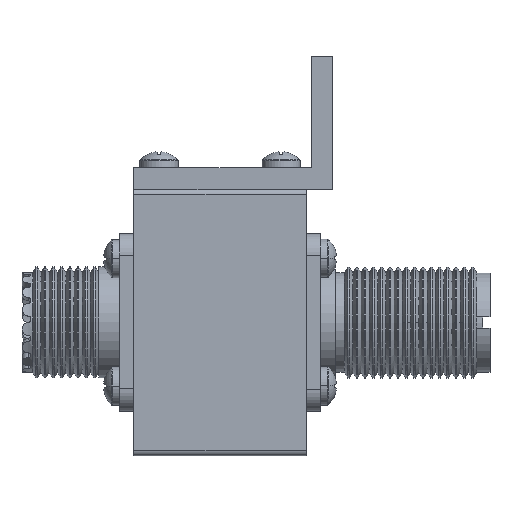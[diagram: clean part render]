
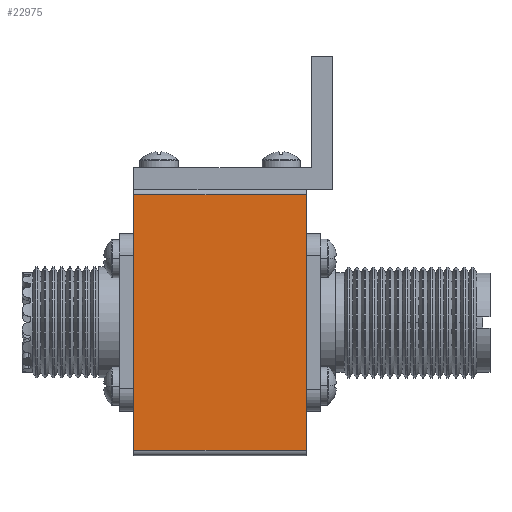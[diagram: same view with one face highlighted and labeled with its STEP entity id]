
A CAD part, top view. The second image highlights one B-rep face of the part: STEP entity #22975.
In plain terms, the highlighted face is planar.
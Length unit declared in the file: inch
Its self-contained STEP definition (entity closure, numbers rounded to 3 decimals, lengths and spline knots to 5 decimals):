
#792 = FACE_OUTER_BOUND ( 'NONE', #18212, .T. ) ;
#862 = CARTESIAN_POINT ( 'NONE',  ( 1.47, 0., 0.97 ) ) ;
#1026 = VECTOR ( 'NONE', #9185, 39.37008 ) ;
#1205 = DIRECTION ( 'NONE',  ( 0., 0., -1. ) ) ;
#1382 = LINE ( 'NONE', #862, #6992 ) ;
#2096 = EDGE_CURVE ( 'NONE', #14058, #11510, #24556, .T. ) ;
#2963 = ORIENTED_EDGE ( 'NONE', *, *, #14079, .T. ) ;
#3920 = CARTESIAN_POINT ( 'NONE',  ( 1.47, 0., 0.97 ) ) ;
#5893 = VERTEX_POINT ( 'NONE', #7719 ) ;
#6195 = CARTESIAN_POINT ( 'NONE',  ( 0.03, 0., 0. ) ) ;
#6374 = LINE ( 'NONE', #10343, #15551 ) ;
#6710 = EDGE_CURVE ( 'NONE', #14058, #9894, #6374, .T. ) ;
#6992 = VECTOR ( 'NONE', #8378, 39.37008 ) ;
#7719 = CARTESIAN_POINT ( 'NONE',  ( 1.47, 0., 0. ) ) ;
#8378 = DIRECTION ( 'NONE',  ( 0., 0., 1. ) ) ;
#9185 = DIRECTION ( 'NONE',  ( 1., 0., 0. ) ) ;
#9508 = VECTOR ( 'NONE', #22912, 39.37008 ) ;
#9894 = VERTEX_POINT ( 'NONE', #6195 ) ;
#10343 = CARTESIAN_POINT ( 'NONE',  ( 0.03, 0., 0.97 ) ) ;
#11088 = CARTESIAN_POINT ( 'NONE',  ( 0., 0., 0. ) ) ;
#11278 = PLANE ( 'NONE',  #11631 ) ;
#11510 = VERTEX_POINT ( 'NONE', #3920 ) ;
#11631 = AXIS2_PLACEMENT_3D ( 'NONE', #15169, #24646, #20854 ) ;
#12407 = ORIENTED_EDGE ( 'NONE', *, *, #2096, .F. ) ;
#14058 = VERTEX_POINT ( 'NONE', #18561 ) ;
#14079 = EDGE_CURVE ( 'NONE', #9894, #5893, #19912, .T. ) ;
#15169 = CARTESIAN_POINT ( 'NONE',  ( 0., 0., 0.97 ) ) ;
#15551 = VECTOR ( 'NONE', #1205, 39.37008 ) ;
#16604 = CARTESIAN_POINT ( 'NONE',  ( 0., 0., 0.97 ) ) ;
#18212 = EDGE_LOOP ( 'NONE', ( #2963, #18923, #12407, #20757 ) ) ;
#18561 = CARTESIAN_POINT ( 'NONE',  ( 0.03, 0., 0.97 ) ) ;
#18923 = ORIENTED_EDGE ( 'NONE', *, *, #19700, .T. ) ;
#19700 = EDGE_CURVE ( 'NONE', #5893, #11510, #1382, .T. ) ;
#19912 = LINE ( 'NONE', #11088, #9508 ) ;
#20757 = ORIENTED_EDGE ( 'NONE', *, *, #6710, .T. ) ;
#20854 = DIRECTION ( 'NONE',  ( 0., 0., 1. ) ) ;
#22912 = DIRECTION ( 'NONE',  ( 1., 0., 0. ) ) ;
#22975 = ADVANCED_FACE ( 'NONE', ( #792 ), #11278, .F. ) ;
#24556 = LINE ( 'NONE', #16604, #1026 ) ;
#24646 = DIRECTION ( 'NONE',  ( 0., 1., 0. ) ) ;
